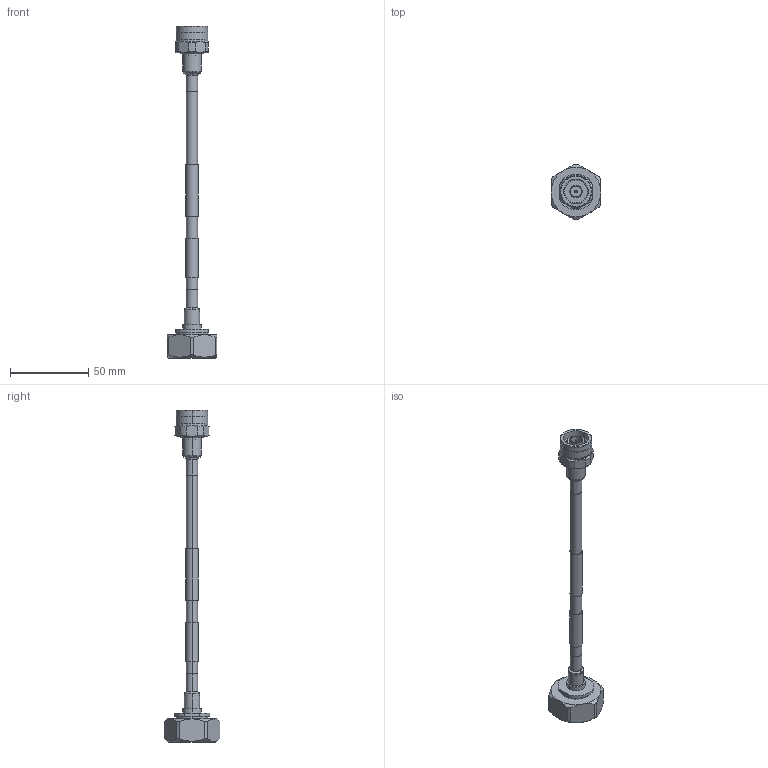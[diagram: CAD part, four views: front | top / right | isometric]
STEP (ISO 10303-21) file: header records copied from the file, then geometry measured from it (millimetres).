
FILE_DESCRIPTION (( 'STEP AP214' ), '1' );
FILE_NAME ('LCCA31043.step', '2022-10-04T19:19:13', ( '' ), ( '' ), 'SwSTEP 2.0', 'SolidWorks 2021', '' );
FILE_SCHEMA (( 'AUTOMOTIVE_DESIGN' ));
Length unit declared in the file: inch
Products named in the file (4): SPP-250-LLPL ^LCCA31043_SPP-250-LLPL; LCCA31043; TC-250-NM-LP^LCCA31043; TC-250-716M-LP^LCCA31043_Heat Shrink
Assembly tree (3 placements, depth 2):
  LCCA31043
    SPP-250-LLPL ^LCCA31043_SPP-250-LLPL
    TC-250-NM-LP^LCCA31043
    TC-250-716M-LP^LCCA31043_Heat Shrink
Bounding box: 31.75 x 35.58 x 212 mm (x, y, z)
Volume: 18639.3 mm3; surface area: 19522.9 mm2
Topology: 10 solids, 10 shells, 264 faces, 596 edges, 369 vertices
Faces by surface type: cylinder 120, cone 65, plane 58, bspline 11, torus 8, sphere 2
Entity records: 11290 total; most frequent: CARTESIAN_POINT 3396, DIRECTION 1304, ORIENTED_EDGE 1184, EDGE_CURVE 592, AXIS2_PLACEMENT_3D 552, VERTEX_POINT 369, EDGE_LOOP 303, CIRCLE 293
